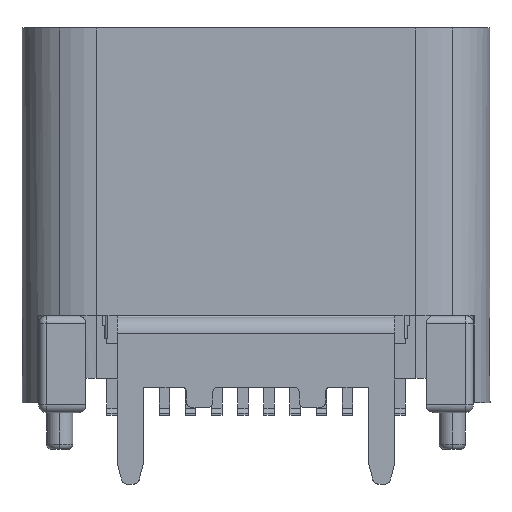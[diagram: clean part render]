
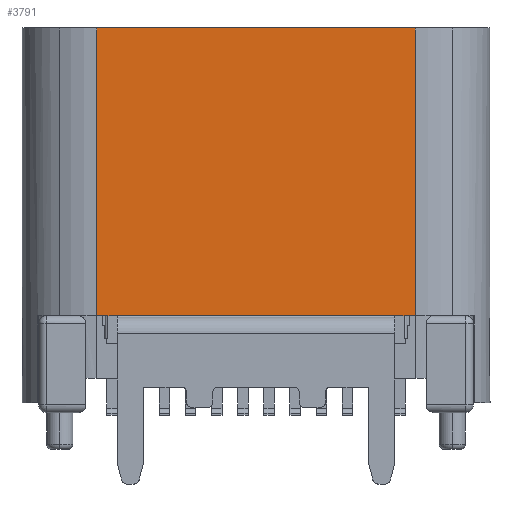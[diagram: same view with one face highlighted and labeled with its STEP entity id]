
A CAD part, front view. The second image highlights one B-rep face of the part: STEP entity #3791.
In plain terms, the highlighted planar face has unit normal (0, -1, 0).
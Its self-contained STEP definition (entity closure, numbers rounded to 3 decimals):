
#3791=ADVANCED_FACE('',(#6939),#6940,.T.);
#6939=FACE_OUTER_BOUND('',#14206,.T.);
#6940=PLANE('',#14207);
#14206=EDGE_LOOP('',(#19184,#19185,#19186,#19187,#19188,#19189,#19190,#19191));
#14207=AXIS2_PLACEMENT_3D('',#19192,#19193,#19194);
#19184=ORIENTED_EDGE('',*,*,#31047,.F.);
#19185=ORIENTED_EDGE('',*,*,#30981,.T.);
#19186=ORIENTED_EDGE('',*,*,#31048,.T.);
#19187=ORIENTED_EDGE('',*,*,#31049,.T.);
#19188=ORIENTED_EDGE('',*,*,#30718,.F.);
#19189=ORIENTED_EDGE('',*,*,#31046,.F.);
#19190=ORIENTED_EDGE('',*,*,#31050,.T.);
#19191=ORIENTED_EDGE('',*,*,#30989,.F.);
#19192=CARTESIAN_POINT('',(3.044,-1.58,-3.58));
#19193=DIRECTION('',(0.,-1.0,0.0));
#19194=DIRECTION('',(0.0,0.0,-1.0));
#30718=EDGE_CURVE('',#38176,#38178,#38179,.T.);
#30981=EDGE_CURVE('',#38674,#38672,#38675,.T.);
#30989=EDGE_CURVE('',#38686,#38688,#38689,.T.);
#31046=EDGE_CURVE('',#38785,#38176,#38787,.T.);
#31047=EDGE_CURVE('',#38674,#38686,#38788,.T.);
#31048=EDGE_CURVE('',#38672,#38789,#38790,.T.);
#31049=EDGE_CURVE('',#38789,#38178,#38791,.T.);
#31050=EDGE_CURVE('',#38785,#38688,#38792,.T.);
#38176=VERTEX_POINT('',#45057);
#38178=VERTEX_POINT('',#45059);
#38179=LINE('',#45060,#45061);
#38672=VERTEX_POINT('',#45716);
#38674=VERTEX_POINT('',#45719);
#38675=LINE('',#45720,#45721);
#38686=VERTEX_POINT('',#45735);
#38688=VERTEX_POINT('',#45737);
#38689=LINE('',#45738,#45739);
#38785=VERTEX_POINT('',#45879);
#38787=LINE('',#45881,#45882);
#38788=LINE('',#45883,#45884);
#38789=VERTEX_POINT('',#45885);
#38790=LINE('',#45886,#45887);
#38791=LINE('',#45888,#45889);
#38792=LINE('',#45890,#45891);
#45057=CARTESIAN_POINT('',(-3.044,-1.58,3.58));
#45059=CARTESIAN_POINT('',(3.044,-1.58,3.58));
#45060=CARTESIAN_POINT('',(3.044,-1.58,3.58));
#45061=VECTOR('',#52763,1000.0);
#45716=CARTESIAN_POINT('',(2.65,-1.58,-1.92));
#45719=CARTESIAN_POINT('',(2.65,-1.58,-1.921));
#45720=CARTESIAN_POINT('',(2.65,-1.58,-1.941));
#45721=VECTOR('',#53224,1000.0);
#45735=CARTESIAN_POINT('',(-2.65,-1.58,-1.921));
#45737=CARTESIAN_POINT('',(-2.65,-1.58,-1.92));
#45738=CARTESIAN_POINT('',(-2.65,-1.58,-1.941));
#45739=VECTOR('',#53240,1000.0);
#45879=CARTESIAN_POINT('',(-3.044,-1.58,-1.92));
#45881=CARTESIAN_POINT('',(-3.044,-1.58,-3.58));
#45882=VECTOR('',#53333,1000.0);
#45883=CARTESIAN_POINT('',(2.65,-1.58,-1.921));
#45884=VECTOR('',#53334,1000.0);
#45885=CARTESIAN_POINT('',(3.044,-1.58,-1.92));
#45886=CARTESIAN_POINT('',(-4.17,-1.58,-1.92));
#45887=VECTOR('',#53335,1000.0);
#45888=CARTESIAN_POINT('',(3.044,-1.58,-3.58));
#45889=VECTOR('',#53336,1000.0);
#45890=CARTESIAN_POINT('',(-4.17,-1.58,-1.92));
#45891=VECTOR('',#53337,1000.0);
#52763=DIRECTION('',(1.0,0.,0.0));
#53224=DIRECTION('',(0.0,0.0,1.0));
#53240=DIRECTION('',(0.0,0.0,1.0));
#53333=DIRECTION('',(0.0,0.0,1.0));
#53334=DIRECTION('',(-1.0,0.0,0.0));
#53335=DIRECTION('',(1.0,0.0,0.0));
#53336=DIRECTION('',(0.0,0.0,1.0));
#53337=DIRECTION('',(1.0,0.0,0.0));
